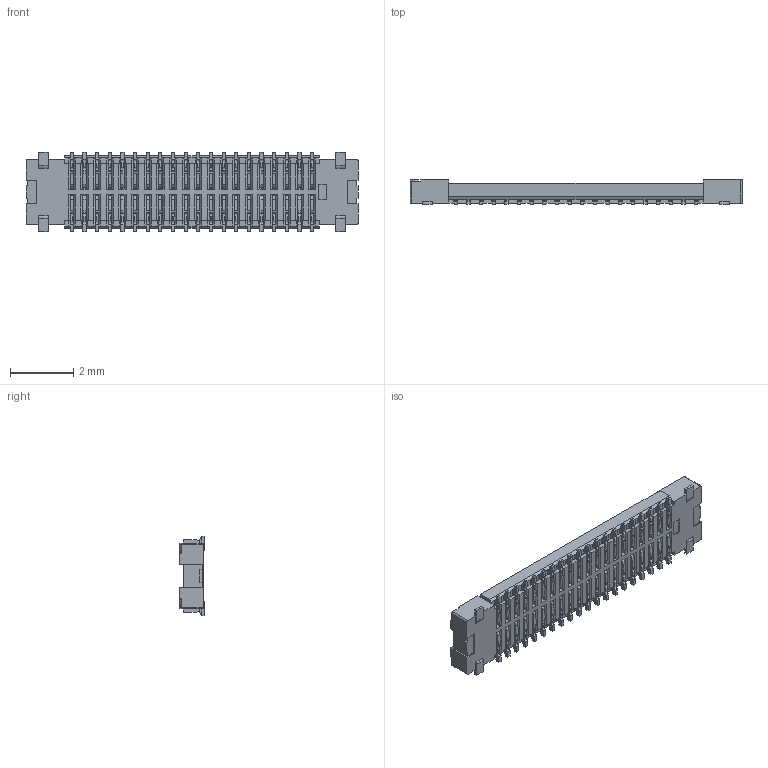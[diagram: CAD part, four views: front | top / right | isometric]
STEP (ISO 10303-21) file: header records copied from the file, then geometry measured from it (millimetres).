
FILE_DESCRIPTION((''),'2;1');
FILE_NAME('R-ASM-01_40_ASM','2017-08-30T',('sean.zhang'),(''),'PRO/ENGINEER BY PARAMETRIC TECHNOLOGY CORPORATION, 2011310','PRO/ENGINEER BY PARAMETRIC TECHNOLOGY CORPORATION, 2011310','');
FILE_SCHEMA(('AUTOMOTIVE_DESIGN_CC2 { 1 2 10303 214 -1 1 5 2 }'));
Products named in the file (1): R-ASM-01_40_ASM
Bounding box: 10.5 x 0.77 x 2.5 mm (x, y, z)
Volume: 10.5 mm3; surface area: 146.2 mm2
Topology: 1 solids, 1 shells, 3485 faces, 10474 edges, 6832 vertices
Faces by surface type: plane 2347, cylinder 1122, bspline 12, cone 4
Entity records: 143001 total; most frequent: CARTESIAN_POINT 22585, ORIENTED_EDGE 20948, DIRECTION 19288, EDGE_CURVE 10474, VECTOR 8010, LINE 8010, VERTEX_POINT 6832, AXIS2_PLACEMENT_3D 5639
